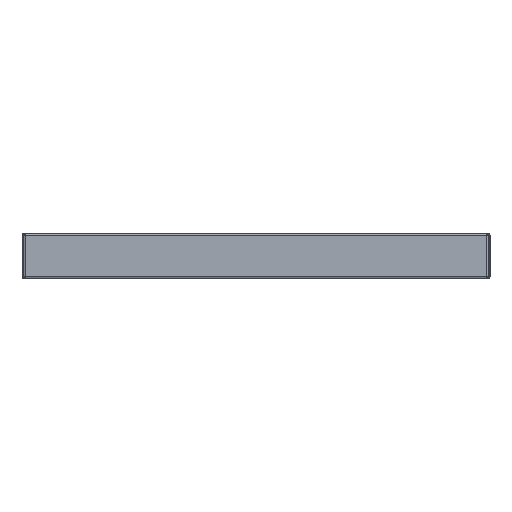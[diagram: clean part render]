
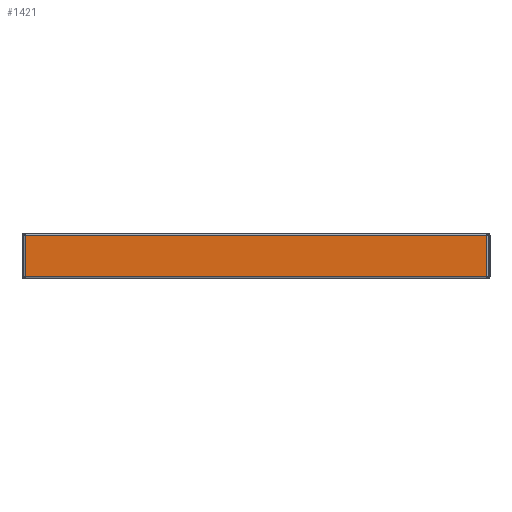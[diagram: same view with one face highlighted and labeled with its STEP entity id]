
A CAD part, left-side view. The second image highlights one B-rep face of the part: STEP entity #1421.
In plain terms, the highlighted planar face has unit normal (-1, 0, 0).
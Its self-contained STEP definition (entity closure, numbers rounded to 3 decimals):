
#1421=ADVANCED_FACE('',(#13017),#13019,.F.);
#13017=FACE_BOUND('',#13018,.T.);
#13018=EDGE_LOOP('',(#22662,#22663,#22664,#22665));
#13019=PLANE('',#13020);
#13020=AXIS2_PLACEMENT_3D('',#13021,#13022,#13023);
#13021=CARTESIAN_POINT('',(-220.,0.,-218.199));
#13022=DIRECTION('',(1.,0.,0.));
#13023=DIRECTION('',(0.,0.,1.));
#22662=ORIENTED_EDGE('',*,*,#28478,.T.);
#22663=ORIENTED_EDGE('',*,*,#29397,.T.);
#22664=ORIENTED_EDGE('',*,*,#29398,.T.);
#22665=ORIENTED_EDGE('',*,*,#29399,.T.);
#28478=EDGE_CURVE('',#32293,#32294,#32295,.T.);
#29397=EDGE_CURVE('',#32294,#34119,#34120,.T.);
#29398=EDGE_CURVE('',#34119,#34121,#34122,.T.);
#29399=EDGE_CURVE('',#34121,#32293,#34123,.T.);
#32293=VERTEX_POINT('',#39094);
#32294=VERTEX_POINT('',#39095);
#32295=LINE('',#39096,#39097);
#34119=VERTEX_POINT('',#43087);
#34120=LINE('',#43088,#43089);
#34121=VERTEX_POINT('',#43091);
#34122=LINE('',#43092,#43093);
#34123=LINE('',#43095,#43096);
#39094=CARTESIAN_POINT('',(-220.,227.,2.));
#39095=CARTESIAN_POINT('',(-220.,-192.,2.));
#39096=CARTESIAN_POINT('',(-220.,227.,2.));
#39097=VECTOR('',#39098,1.);
#39098=DIRECTION('',(0.,-1.,0.));
#43087=CARTESIAN_POINT('',(-220.,-192.,39.5));
#43088=CARTESIAN_POINT('',(-220.,-192.,2.));
#43089=VECTOR('',#43090,1.);
#43090=DIRECTION('',(0.,0.,1.));
#43091=CARTESIAN_POINT('',(-220.,227.,39.5));
#43092=CARTESIAN_POINT('',(-220.,-192.,39.5));
#43093=VECTOR('',#43094,1.);
#43094=DIRECTION('',(0.,1.,0.));
#43095=CARTESIAN_POINT('',(-220.,227.,39.5));
#43096=VECTOR('',#43097,1.);
#43097=DIRECTION('',(0.,0.,-1.));
